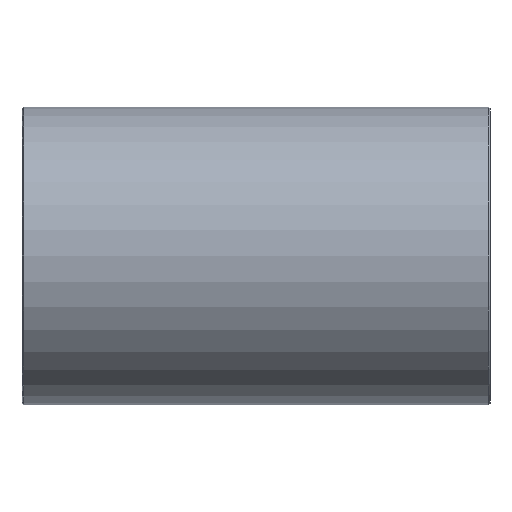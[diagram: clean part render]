
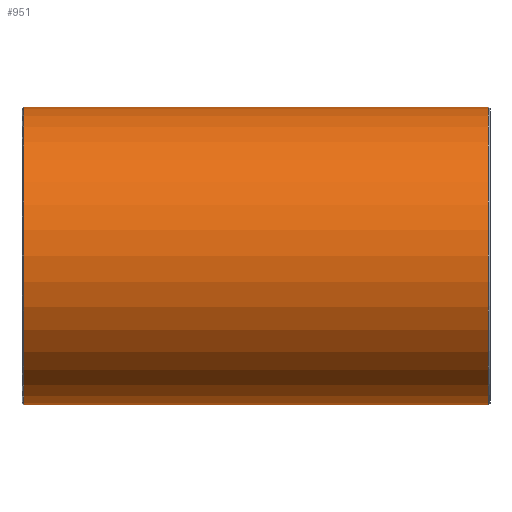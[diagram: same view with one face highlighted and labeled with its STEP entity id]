
A CAD part, front view. The second image highlights one B-rep face of the part: STEP entity #951.
In plain terms, the highlighted cylindrical face has radius 177.8 mm (diameter 355.6 mm), a partial arc.
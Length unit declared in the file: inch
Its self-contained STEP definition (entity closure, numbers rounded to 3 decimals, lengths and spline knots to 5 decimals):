
#24 = LINE ( 'NONE', #783, #338 ) ;
#27 = CARTESIAN_POINT ( 'NONE',  ( 10.91667, 0., -7. ) ) ;
#43 = DIRECTION ( 'NONE',  ( -1., 0., 0. ) ) ;
#77 = CIRCLE ( 'NONE', #462, 7. ) ;
#86 = ORIENTED_EDGE ( 'NONE', *, *, #572, .T. ) ;
#87 = DIRECTION ( 'NONE',  ( -1., 0., 0. ) ) ;
#133 = DIRECTION ( 'NONE',  ( 0., 0., 1. ) ) ;
#142 = CYLINDRICAL_SURFACE ( 'NONE', #501, 7. ) ;
#206 = DIRECTION ( 'NONE',  ( 0., 0., -1. ) ) ;
#245 = VERTEX_POINT ( 'NONE', #27 ) ;
#251 = ORIENTED_EDGE ( 'NONE', *, *, #835, .T. ) ;
#253 = CIRCLE ( 'NONE', #527, 7. ) ;
#286 = FACE_OUTER_BOUND ( 'NONE', #711, .T. ) ;
#309 = CARTESIAN_POINT ( 'NONE',  ( -10.91667, 0., 7. ) ) ;
#338 = VECTOR ( 'NONE', #87, 39.37008 ) ;
#375 = CARTESIAN_POINT ( 'NONE',  ( 11., 0., 0. ) ) ;
#383 = CARTESIAN_POINT ( 'NONE',  ( -10.91667, 0., -7. ) ) ;
#432 = DIRECTION ( 'NONE',  ( 0., 0., 1. ) ) ;
#454 = VERTEX_POINT ( 'NONE', #383 ) ;
#462 = AXIS2_PLACEMENT_3D ( 'NONE', #813, #959, #432 ) ;
#501 = AXIS2_PLACEMENT_3D ( 'NONE', #375, #524, #133 ) ;
#512 = CARTESIAN_POINT ( 'NONE',  ( 10.91667, 0., 0. ) ) ;
#523 = EDGE_CURVE ( 'NONE', #245, #563, #253, .T. ) ;
#524 = DIRECTION ( 'NONE',  ( -1., 0., 0. ) ) ;
#527 = AXIS2_PLACEMENT_3D ( 'NONE', #512, #43, #206 ) ;
#553 = VECTOR ( 'NONE', #751, 39.37008 ) ;
#559 = ORIENTED_EDGE ( 'NONE', *, *, #897, .F. ) ;
#563 = VERTEX_POINT ( 'NONE', #665 ) ;
#572 = EDGE_CURVE ( 'NONE', #698, #454, #77, .T. ) ;
#610 = CARTESIAN_POINT ( 'NONE',  ( 11., 0., -7. ) ) ;
#665 = CARTESIAN_POINT ( 'NONE',  ( 10.91667, 0., 7. ) ) ;
#698 = VERTEX_POINT ( 'NONE', #309 ) ;
#711 = EDGE_LOOP ( 'NONE', ( #559, #811, #251, #86 ) ) ;
#751 = DIRECTION ( 'NONE',  ( -1., 0., 0. ) ) ;
#783 = CARTESIAN_POINT ( 'NONE',  ( 11., 0., 7. ) ) ;
#811 = ORIENTED_EDGE ( 'NONE', *, *, #523, .T. ) ;
#813 = CARTESIAN_POINT ( 'NONE',  ( -10.91667, 0., 0. ) ) ;
#835 = EDGE_CURVE ( 'NONE', #563, #698, #24, .T. ) ;
#897 = EDGE_CURVE ( 'NONE', #245, #454, #973, .T. ) ;
#951 = ADVANCED_FACE ( 'NONE', ( #286 ), #142, .T. ) ;
#959 = DIRECTION ( 'NONE',  ( 1., 0., 0. ) ) ;
#973 = LINE ( 'NONE', #610, #553 ) ;
